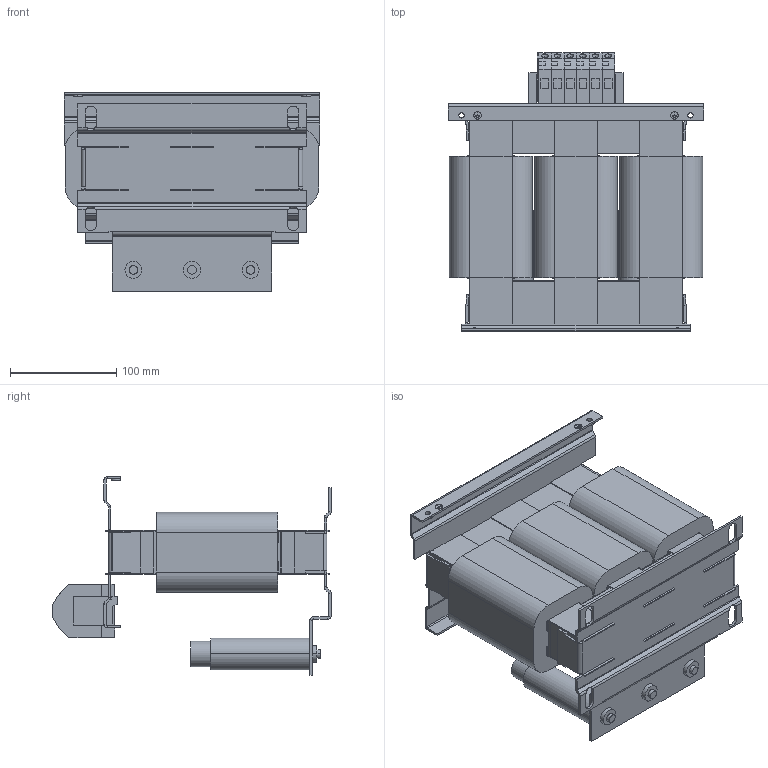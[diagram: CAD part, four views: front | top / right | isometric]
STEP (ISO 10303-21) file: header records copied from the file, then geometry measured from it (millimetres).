
FILE_DESCRIPTION (( 'STEP AP214' ), '1' );
FILE_NAME ('146980.STEP', '2024-05-17T06:47:28', ( '' ), ( '' ), 'SwSTEP 2.0', 'SolidWorks 2022', '' );
FILE_SCHEMA (( 'AUTOMOTIVE_DESIGN' ));
Length unit declared in the file: millimetre
Products named in the file (1): 146980
Bounding box: 240 x 261.5 x 186.5 mm (x, y, z)
Volume: 3172548.5 mm3; surface area: 361822.1 mm2
Topology: 1 solids, 1 shells, 942 faces, 2318 edges, 1430 vertices
Faces by surface type: plane 734, cylinder 200, bspline 8
Entity records: 27632 total; most frequent: CARTESIAN_POINT 5259, ORIENTED_EDGE 4636, DIRECTION 4528, EDGE_CURVE 2318, VECTOR 1910, LINE 1910, VERTEX_POINT 1430, AXIS2_PLACEMENT_3D 1309
